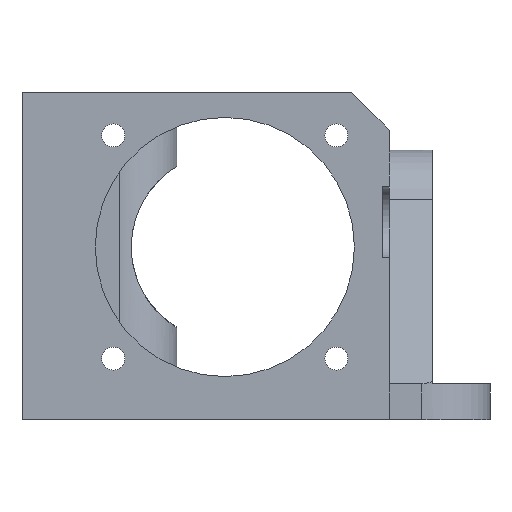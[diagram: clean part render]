
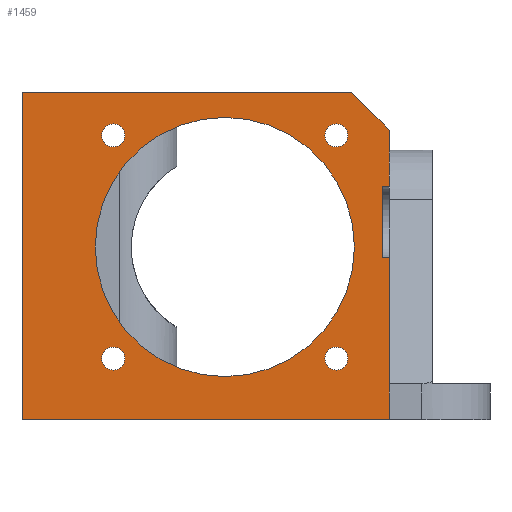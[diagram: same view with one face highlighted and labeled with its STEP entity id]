
A CAD part, left-side view. The second image highlights one B-rep face of the part: STEP entity #1459.
In plain terms, the highlighted planar face has unit normal (-1, 0, 0).
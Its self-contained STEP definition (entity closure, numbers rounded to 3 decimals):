
#18=PLANE('',#1547);
#82=LINE('',#3273,#227);
#83=LINE('',#3275,#228);
#84=LINE('',#3277,#229);
#85=LINE('',#3279,#230);
#86=LINE('',#3281,#231);
#87=LINE('',#3283,#232);
#88=LINE('',#3285,#233);
#89=LINE('',#3287,#234);
#90=LINE('',#3289,#235);
#91=LINE('',#3290,#236);
#227=VECTOR('',#1701,10.);
#228=VECTOR('',#1702,1000.);
#229=VECTOR('',#1703,1000.);
#230=VECTOR('',#1704,1000.);
#231=VECTOR('',#1705,1000.);
#232=VECTOR('',#1706,1000.);
#233=VECTOR('',#1707,1000.);
#234=VECTOR('',#1708,1000.);
#235=VECTOR('',#1709,1000.);
#236=VECTOR('',#1710,1000.);
#377=FACE_BOUND('',#513,.T.);
#378=FACE_BOUND('',#514,.T.);
#379=FACE_BOUND('',#515,.T.);
#380=FACE_BOUND('',#516,.T.);
#381=FACE_BOUND('',#517,.T.);
#427=FACE_OUTER_BOUND('',#512,.T.);
#512=EDGE_LOOP('',(#1057,#1058,#1059,#1060,#1061,#1062,#1063,#1064,#1065,
#1066));
#513=EDGE_LOOP('',(#1067));
#514=EDGE_LOOP('',(#1068));
#515=EDGE_LOOP('',(#1069));
#516=EDGE_LOOP('',(#1070));
#517=EDGE_LOOP('',(#1071));
#638=CIRCLE('',#1548,18.);
#639=CIRCLE('',#1549,1.6);
#640=CIRCLE('',#1550,1.6);
#641=CIRCLE('',#1551,1.6);
#642=CIRCLE('',#1552,1.6);
#702=VERTEX_POINT('',#3271);
#703=VERTEX_POINT('',#3272);
#704=VERTEX_POINT('',#3274);
#705=VERTEX_POINT('',#3276);
#706=VERTEX_POINT('',#3278);
#707=VERTEX_POINT('',#3280);
#708=VERTEX_POINT('',#3282);
#709=VERTEX_POINT('',#3284);
#710=VERTEX_POINT('',#3286);
#711=VERTEX_POINT('',#3288);
#712=VERTEX_POINT('',#3291);
#713=VERTEX_POINT('',#3293);
#714=VERTEX_POINT('',#3295);
#715=VERTEX_POINT('',#3297);
#716=VERTEX_POINT('',#3299);
#848=EDGE_CURVE('',#702,#703,#82,.T.);
#849=EDGE_CURVE('',#702,#704,#83,.T.);
#850=EDGE_CURVE('',#704,#705,#84,.T.);
#851=EDGE_CURVE('',#705,#706,#85,.T.);
#852=EDGE_CURVE('',#706,#707,#86,.T.);
#853=EDGE_CURVE('',#707,#708,#87,.T.);
#854=EDGE_CURVE('',#709,#708,#88,.T.);
#855=EDGE_CURVE('',#710,#709,#89,.T.);
#856=EDGE_CURVE('',#710,#711,#90,.T.);
#857=EDGE_CURVE('',#711,#703,#91,.T.);
#858=EDGE_CURVE('',#712,#712,#638,.T.);
#859=EDGE_CURVE('',#713,#713,#639,.T.);
#860=EDGE_CURVE('',#714,#714,#640,.T.);
#861=EDGE_CURVE('',#715,#715,#641,.T.);
#862=EDGE_CURVE('',#716,#716,#642,.T.);
#1057=ORIENTED_EDGE('',*,*,#848,.F.);
#1058=ORIENTED_EDGE('',*,*,#849,.T.);
#1059=ORIENTED_EDGE('',*,*,#850,.T.);
#1060=ORIENTED_EDGE('',*,*,#851,.T.);
#1061=ORIENTED_EDGE('',*,*,#852,.T.);
#1062=ORIENTED_EDGE('',*,*,#853,.T.);
#1063=ORIENTED_EDGE('',*,*,#854,.F.);
#1064=ORIENTED_EDGE('',*,*,#855,.F.);
#1065=ORIENTED_EDGE('',*,*,#856,.T.);
#1066=ORIENTED_EDGE('',*,*,#857,.T.);
#1067=ORIENTED_EDGE('',*,*,#858,.F.);
#1068=ORIENTED_EDGE('',*,*,#859,.F.);
#1069=ORIENTED_EDGE('',*,*,#860,.F.);
#1070=ORIENTED_EDGE('',*,*,#861,.F.);
#1071=ORIENTED_EDGE('',*,*,#862,.F.);
#1459=ADVANCED_FACE('',(#427,#377,#378,#379,#380,#381),#18,.T.);
#1547=AXIS2_PLACEMENT_3D('',#3270,#1699,#1700);
#1548=AXIS2_PLACEMENT_3D('',#3292,#1711,#1712);
#1549=AXIS2_PLACEMENT_3D('',#3294,#1713,#1714);
#1550=AXIS2_PLACEMENT_3D('',#3296,#1715,#1716);
#1551=AXIS2_PLACEMENT_3D('',#3298,#1717,#1718);
#1552=AXIS2_PLACEMENT_3D('',#3300,#1719,#1720);
#1699=DIRECTION('center_axis',(-1.,0.,0.));
#1700=DIRECTION('ref_axis',(0.,1.,0.));
#1701=DIRECTION('',(0.,-0.707,-0.707));
#1702=DIRECTION('',(0.,1.,0.));
#1703=DIRECTION('',(0.,0.,-1.));
#1704=DIRECTION('',(0.,-1.,0.));
#1705=DIRECTION('',(0.,0.,1.));
#1706=DIRECTION('',(0.,1.,0.));
#1707=DIRECTION('',(0.,0.,-1.));
#1708=DIRECTION('',(0.,1.,0.));
#1709=DIRECTION('',(0.,0.,1.));
#1710=DIRECTION('',(0.,0.,1.));
#1711=DIRECTION('center_axis',(-1.,0.,0.));
#1712=DIRECTION('ref_axis',(0.,0.,1.));
#1713=DIRECTION('center_axis',(-1.,0.,0.));
#1714=DIRECTION('ref_axis',(0.,0.,1.));
#1715=DIRECTION('center_axis',(-1.,0.,0.));
#1716=DIRECTION('ref_axis',(0.,0.,1.));
#1717=DIRECTION('center_axis',(-1.,0.,0.));
#1718=DIRECTION('ref_axis',(0.,0.,1.));
#1719=DIRECTION('center_axis',(-1.,0.,0.));
#1720=DIRECTION('ref_axis',(0.,0.,1.));
#3270=CARTESIAN_POINT('Origin',(-9.59,-75.961,10.536));
#3271=CARTESIAN_POINT('',(-9.59,-96.213,33.286));
#3272=CARTESIAN_POINT('',(-9.59,-101.473,28.026));
#3273=CARTESIAN_POINT('',(-9.59,-98.152,31.346));
#3274=CARTESIAN_POINT('',(-9.59,-50.45,33.286));
#3275=CARTESIAN_POINT('',(-9.59,-101.473,33.286));
#3276=CARTESIAN_POINT('',(-9.59,-50.45,-12.214));
#3277=CARTESIAN_POINT('',(-9.59,-50.45,33.286));
#3278=CARTESIAN_POINT('',(-9.59,-101.473,-12.214));
#3279=CARTESIAN_POINT('',(-9.59,-77.461,-12.214));
#3280=CARTESIAN_POINT('',(-9.59,-101.473,10.266));
#3281=CARTESIAN_POINT('',(-9.59,-101.473,10.536));
#3282=CARTESIAN_POINT('',(-9.59,-100.473,10.266));
#3283=CARTESIAN_POINT('',(-9.59,-107.473,10.266));
#3284=CARTESIAN_POINT('',(-9.59,-100.473,20.251));
#3285=CARTESIAN_POINT('',(-9.59,-100.473,10.536));
#3286=CARTESIAN_POINT('',(-9.59,-101.473,20.251));
#3287=CARTESIAN_POINT('',(-9.59,-107.473,20.251));
#3288=CARTESIAN_POINT('',(-9.59,-101.473,25.254));
#3289=CARTESIAN_POINT('',(-9.59,-101.473,10.536));
#3290=CARTESIAN_POINT('',(-9.59,-101.473,-12.214));
#3291=CARTESIAN_POINT('',(-9.59,-78.628,-6.214));
#3292=CARTESIAN_POINT('Origin',(-9.59,-78.628,11.786));
#3293=CARTESIAN_POINT('',(-9.59,-63.128,25.686));
#3294=CARTESIAN_POINT('Origin',(-9.59,-63.128,27.286));
#3295=CARTESIAN_POINT('',(-9.59,-94.128,25.686));
#3296=CARTESIAN_POINT('Origin',(-9.59,-94.128,27.286));
#3297=CARTESIAN_POINT('',(-9.59,-94.128,-5.314));
#3298=CARTESIAN_POINT('Origin',(-9.59,-94.128,-3.714));
#3299=CARTESIAN_POINT('',(-9.59,-63.128,-5.314));
#3300=CARTESIAN_POINT('Origin',(-9.59,-63.128,-3.714));
